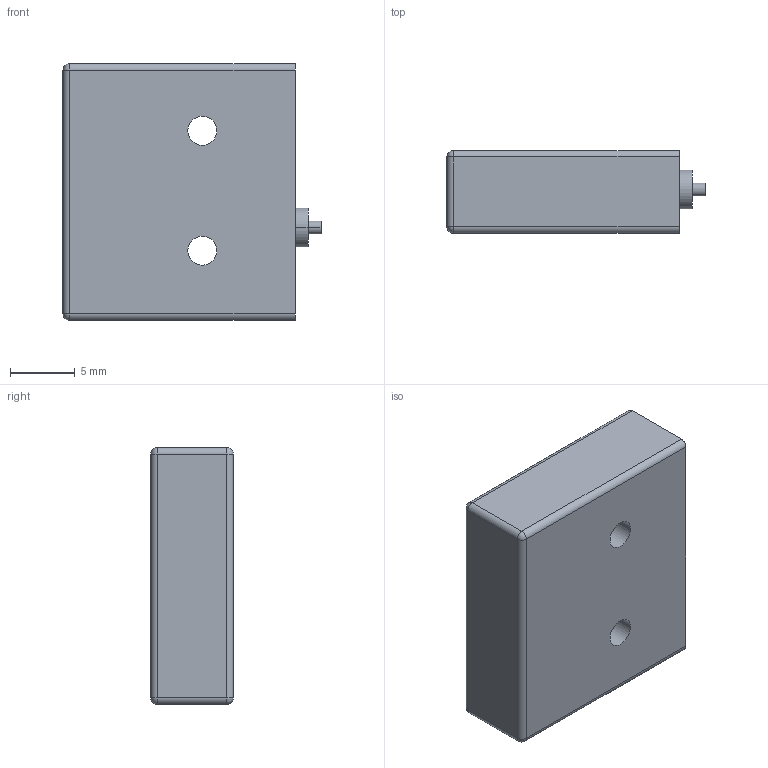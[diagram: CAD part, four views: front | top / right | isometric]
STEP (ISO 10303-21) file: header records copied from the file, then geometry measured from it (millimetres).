
FILE_DESCRIPTION(('CATIA V5 STEP Exchange'),'2;1');
FILE_NAME('ST_08026 (interrupteur).stp','2021-03-08T08:43:54+00:00',('none'),('none'),'CATIA Version 5 Release 19 SP 2 (IN-10)','CATIA V5 STEP AP203','none');
FILE_SCHEMA(('CONFIG_CONTROL_DESIGN'));
Length unit declared in the file: millimetre
Products named in the file (1): ST_08026
Bounding box: 20 x 6.4 x 19.9 mm (x, y, z)
Volume: 2242.8 mm3; surface area: 1261.6 mm2
Topology: 1 solids, 1 shells, 28 faces, 64 edges, 36 vertices
Faces by surface type: cylinder 16, plane 8, sphere 4
Entity records: 758 total; most frequent: CARTESIAN_POINT 121, ORIENTED_EDGE 120, DIRECTION 108, EDGE_CURVE 60, AXIS2_PLACEMENT_3D 57, VERTEX_POINT 36, EDGE_LOOP 34, CIRCLE 32
